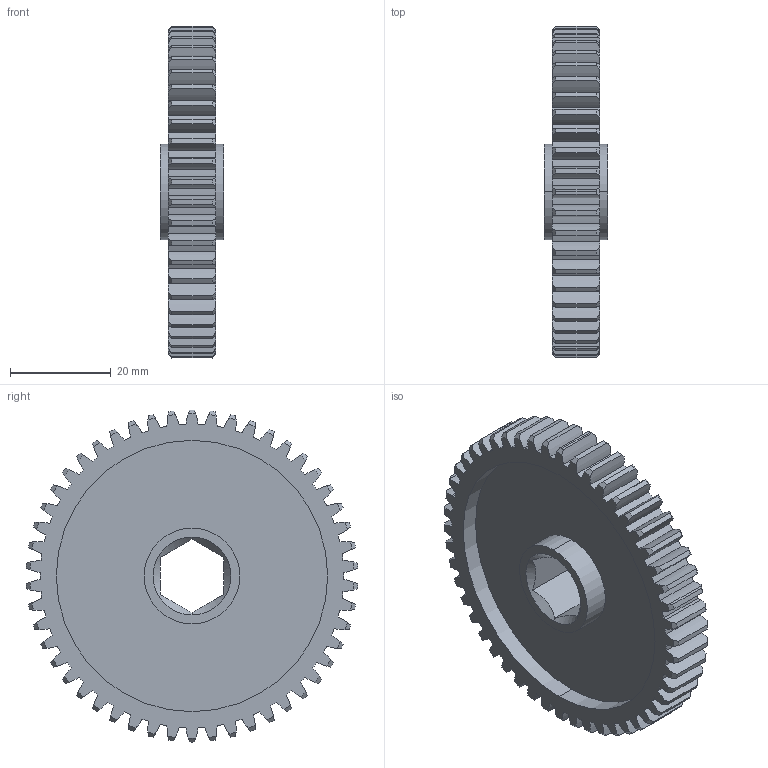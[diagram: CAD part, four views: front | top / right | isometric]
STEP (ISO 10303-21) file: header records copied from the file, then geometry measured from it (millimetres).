
FILE_DESCRIPTION (( 'STEP AP214' ), '1' );
FILE_NAME ('am-5155 50T 20DP 500hex 375 FW Aluminum.STEP', '2023-07-20T15:49:04', ( '' ), ( '' ), 'SwSTEP 2.0', 'SolidWorks 2022', '' );
FILE_SCHEMA (( 'AUTOMOTIVE_DESIGN' ));
Length unit declared in the file: inch
Products named in the file (1): am-5155 50T 20DP 500hex 375 FW Aluminum
Bounding box: 12.7 x 65.97 x 66.04 mm (x, y, z)
Volume: 14783.7 mm3; surface area: 12111.9 mm2
Topology: 1 solids, 1 shells, 329 faces, 965 edges, 642 vertices
Faces by surface type: cylinder 213, cone 104, plane 12
Entity records: 11577 total; most frequent: CARTESIAN_POINT 2689, DIRECTION 1935, ORIENTED_EDGE 1930, EDGE_CURVE 965, AXIS2_PLACEMENT_3D 856, VERTEX_POINT 642, CIRCLE 526, EDGE_LOOP 335
